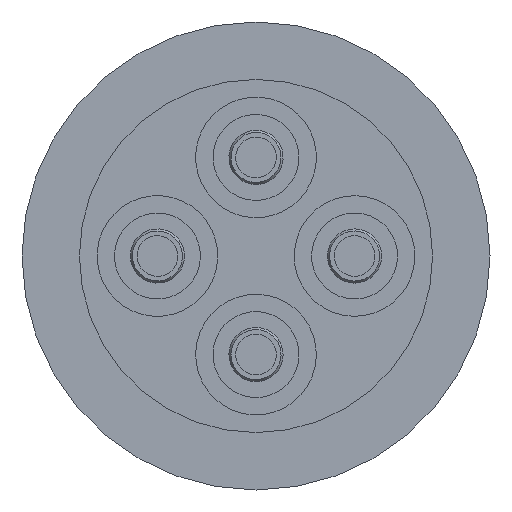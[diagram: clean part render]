
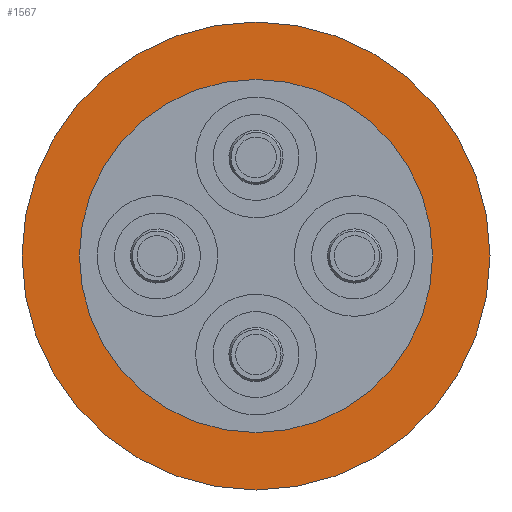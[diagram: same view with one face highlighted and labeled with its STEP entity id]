
A CAD part, front view. The second image highlights one B-rep face of the part: STEP entity #1567.
In plain terms, the highlighted planar face has unit normal (0, -1, 0).
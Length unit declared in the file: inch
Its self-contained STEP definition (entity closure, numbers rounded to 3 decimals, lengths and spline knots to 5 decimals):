
#122 = CARTESIAN_POINT ( 'NONE',  ( 0., 0., 0. ) ) ;
#175 = VERTEX_POINT ( 'NONE', #6314 ) ;
#541 = CARTESIAN_POINT ( 'NONE',  ( 0., 0., 0. ) ) ;
#1567 = ADVANCED_FACE ( 'NONE', ( #5972, #5003 ), #3138, .T. ) ;
#1880 = EDGE_CURVE ( 'NONE', #2139, #4264, #1971, .T. ) ;
#1971 = CIRCLE ( 'NONE', #3183, 1.08 ) ;
#2029 = EDGE_CURVE ( 'NONE', #4264, #2139, #4432, .T. ) ;
#2033 = DIRECTION ( 'NONE',  ( 0., 1., 0. ) ) ;
#2117 = DIRECTION ( 'NONE',  ( 0., 1., 0. ) ) ;
#2139 = VERTEX_POINT ( 'NONE', #7997 ) ;
#2535 = CARTESIAN_POINT ( 'NONE',  ( -1.08, 0., 0. ) ) ;
#2562 = EDGE_CURVE ( 'NONE', #175, #8018, #4061, .T. ) ;
#3138 = PLANE ( 'NONE',  #7242 ) ;
#3183 = AXIS2_PLACEMENT_3D ( 'NONE', #3279, #6362, #3289 ) ;
#3279 = CARTESIAN_POINT ( 'NONE',  ( 0., 0., 0. ) ) ;
#3289 = DIRECTION ( 'NONE',  ( 0., 0., 1. ) ) ;
#3313 = CIRCLE ( 'NONE', #3635, 0.815 ) ;
#3635 = AXIS2_PLACEMENT_3D ( 'NONE', #5573, #7287, #4398 ) ;
#3644 = DIRECTION ( 'NONE',  ( 0., 0., 1. ) ) ;
#3668 = DIRECTION ( 'NONE',  ( 0., 0., -1. ) ) ;
#4061 = CIRCLE ( 'NONE', #6255, 0.815 ) ;
#4264 = VERTEX_POINT ( 'NONE', #6598 ) ;
#4398 = DIRECTION ( 'NONE',  ( 0., 0., 1. ) ) ;
#4432 = CIRCLE ( 'NONE', #6488, 1.08 ) ;
#5003 = FACE_OUTER_BOUND ( 'NONE', #6040, .T. ) ;
#5089 = ORIENTED_EDGE ( 'NONE', *, *, #7965, .T. ) ;
#5573 = CARTESIAN_POINT ( 'NONE',  ( 0., 0., 0. ) ) ;
#5972 = FACE_BOUND ( 'NONE', #6919, .T. ) ;
#6040 = EDGE_LOOP ( 'NONE', ( #7426, #7530 ) ) ;
#6255 = AXIS2_PLACEMENT_3D ( 'NONE', #122, #2117, #6458 ) ;
#6314 = CARTESIAN_POINT ( 'NONE',  ( 0., 0., -0.815 ) ) ;
#6362 = DIRECTION ( 'NONE',  ( 0., 1., 0. ) ) ;
#6391 = DIRECTION ( 'NONE',  ( 0., -1., 0. ) ) ;
#6458 = DIRECTION ( 'NONE',  ( 0., 0., 1. ) ) ;
#6488 = AXIS2_PLACEMENT_3D ( 'NONE', #541, #2033, #3644 ) ;
#6587 = ORIENTED_EDGE ( 'NONE', *, *, #2562, .T. ) ;
#6598 = CARTESIAN_POINT ( 'NONE',  ( 0., 0., -1.08 ) ) ;
#6919 = EDGE_LOOP ( 'NONE', ( #5089, #6587 ) ) ;
#7054 = CARTESIAN_POINT ( 'NONE',  ( 0., 0., 0.815 ) ) ;
#7242 = AXIS2_PLACEMENT_3D ( 'NONE', #2535, #6391, #3668 ) ;
#7287 = DIRECTION ( 'NONE',  ( 0., 1., 0. ) ) ;
#7426 = ORIENTED_EDGE ( 'NONE', *, *, #1880, .F. ) ;
#7530 = ORIENTED_EDGE ( 'NONE', *, *, #2029, .F. ) ;
#7965 = EDGE_CURVE ( 'NONE', #8018, #175, #3313, .T. ) ;
#7997 = CARTESIAN_POINT ( 'NONE',  ( 0., 0., 1.08 ) ) ;
#8018 = VERTEX_POINT ( 'NONE', #7054 ) ;
